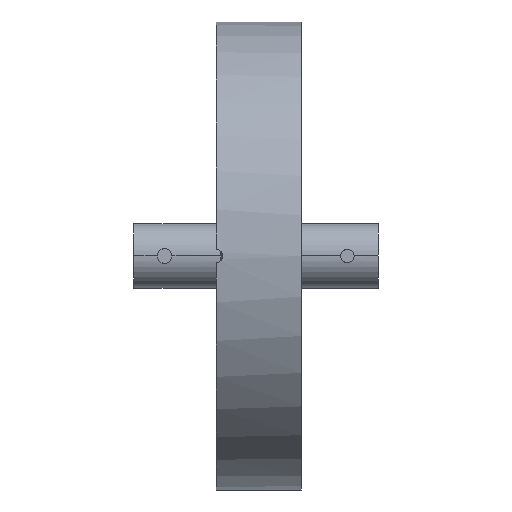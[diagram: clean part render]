
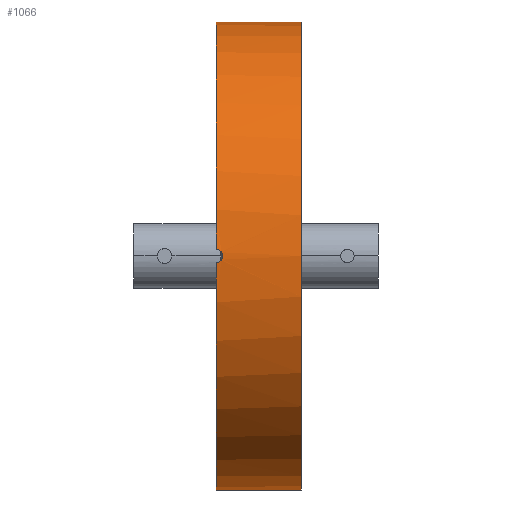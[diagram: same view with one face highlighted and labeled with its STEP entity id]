
A CAD part, left-side view. The second image highlights one B-rep face of the part: STEP entity #1066.
In plain terms, the highlighted cylindrical face has radius 34.95 mm (diameter 69.9 mm), a partial arc.
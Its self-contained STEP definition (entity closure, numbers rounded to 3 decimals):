
#12 = CARTESIAN_POINT ( 'NONE',  ( -34.941, -0.615, 0.799 ) ) ;
#27 = ORIENTED_EDGE ( 'NONE', *, *, #1072, .T. ) ;
#108 = DIRECTION ( 'NONE',  ( 0., 0., 1. ) ) ;
#204 = DIRECTION ( 'NONE',  ( 0., 1., 0. ) ) ;
#258 = CARTESIAN_POINT ( 'NONE',  ( -34.936, -0.132, 1. ) ) ;
#265 = CARTESIAN_POINT ( 'NONE',  ( -34.947, -0.874, 0.503 ) ) ;
#345 = ORIENTED_EDGE ( 'NONE', *, *, #2169, .F. ) ;
#354 = VERTEX_POINT ( 'NONE', #1070 ) ;
#355 = VERTEX_POINT ( 'NONE', #2576 ) ;
#421 = AXIS2_PLACEMENT_3D ( 'NONE', #2775, #1275, #3006 ) ;
#526 = CARTESIAN_POINT ( 'NONE',  ( -34.95, -1., 0.131 ) ) ;
#568 = B_SPLINE_CURVE_WITH_KNOTS ( 'NONE', 3,
 ( #2508, #258, #2992, #1507, #12, #1754, #265, #2012, #526, #2276, #770, #2518, #1027, #2768, #1269, #3001 ),
 .UNSPECIFIED., .F., .F.,
 ( 4, 2, 2, 2, 2, 2, 2, 4 ),
 ( 0., 0., 0.001, 0.001, 0.002, 0.002, 0.002, 0.003 ),
 .UNSPECIFIED. ) ;
#574 = DIRECTION ( 'NONE',  ( 0., 1., 0. ) ) ;
#721 = ORIENTED_EDGE ( 'NONE', *, *, #2215, .F. ) ;
#770 = CARTESIAN_POINT ( 'NONE',  ( -34.949, -0.974, -0.261 ) ) ;
#954 = CYLINDRICAL_SURFACE ( 'NONE', #1671, 34.95 ) ;
#1027 = CARTESIAN_POINT ( 'NONE',  ( -34.945, -0.801, -0.613 ) ) ;
#1032 = FACE_OUTER_BOUND ( 'NONE', #2354, .T. ) ;
#1066 = ADVANCED_FACE ( 'NONE', ( #1032 ), #954, .T. ) ;
#1070 = CARTESIAN_POINT ( 'NONE',  ( 0., -12.7, 34.95 ) ) ;
#1072 = EDGE_CURVE ( 'NONE', #2138, #354, #1624, .T. ) ;
#1116 = DIRECTION ( 'NONE',  ( 0., 1., 0. ) ) ;
#1138 = CARTESIAN_POINT ( 'NONE',  ( 0., 0., 34.95 ) ) ;
#1147 = LINE ( 'NONE', #1702, #3044 ) ;
#1159 = CARTESIAN_POINT ( 'NONE',  ( 0., -12.7, -34.95 ) ) ;
#1228 = EDGE_CURVE ( 'NONE', #354, #1866, #1147, .T. ) ;
#1269 = CARTESIAN_POINT ( 'NONE',  ( -34.936, -0.264, -1. ) ) ;
#1275 = DIRECTION ( 'NONE',  ( 0., 1., 0. ) ) ;
#1409 = DIRECTION ( 'NONE',  ( 0., 1., 0. ) ) ;
#1456 = CARTESIAN_POINT ( 'NONE',  ( -34.936, 0., -1. ) ) ;
#1498 = AXIS2_PLACEMENT_3D ( 'NONE', #2607, #1116, #2861 ) ;
#1500 = VERTEX_POINT ( 'NONE', #1456 ) ;
#1507 = CARTESIAN_POINT ( 'NONE',  ( -34.939, -0.504, 0.874 ) ) ;
#1514 = CARTESIAN_POINT ( 'NONE',  ( 0., -12.7, -34.95 ) ) ;
#1595 = AXIS2_PLACEMENT_3D ( 'NONE', #2060, #574, #2320 ) ;
#1603 = CARTESIAN_POINT ( 'NONE',  ( 0., -12.7, 0. ) ) ;
#1624 = CIRCLE ( 'NONE', #1498, 34.95 ) ;
#1662 = EDGE_CURVE ( 'NONE', #3173, #1500, #568, .T. ) ;
#1671 = AXIS2_PLACEMENT_3D ( 'NONE', #1603, #2090, #108 ) ;
#1686 = CIRCLE ( 'NONE', #1595, 34.95 ) ;
#1702 = CARTESIAN_POINT ( 'NONE',  ( 0., -12.7, 34.95 ) ) ;
#1754 = CARTESIAN_POINT ( 'NONE',  ( -34.945, -0.799, 0.615 ) ) ;
#1866 = VERTEX_POINT ( 'NONE', #1138 ) ;
#1880 = EDGE_CURVE ( 'NONE', #2138, #355, #2699, .T. ) ;
#2005 = ORIENTED_EDGE ( 'NONE', *, *, #1662, .T. ) ;
#2012 = CARTESIAN_POINT ( 'NONE',  ( -34.949, -0.974, 0.263 ) ) ;
#2060 = CARTESIAN_POINT ( 'NONE',  ( 0., 0., 0. ) ) ;
#2090 = DIRECTION ( 'NONE',  ( 0., 1., 0. ) ) ;
#2138 = VERTEX_POINT ( 'NONE', #1514 ) ;
#2169 = EDGE_CURVE ( 'NONE', #355, #1500, #2366, .T. ) ;
#2215 = EDGE_CURVE ( 'NONE', #3173, #1866, #1686, .T. ) ;
#2276 = CARTESIAN_POINT ( 'NONE',  ( -34.95, -1., -0.13 ) ) ;
#2320 = DIRECTION ( 'NONE',  ( 0., 0., 1. ) ) ;
#2354 = EDGE_LOOP ( 'NONE', ( #2950, #27, #2687, #721, #2005, #345 ) ) ;
#2366 = CIRCLE ( 'NONE', #421, 34.95 ) ;
#2508 = CARTESIAN_POINT ( 'NONE',  ( -34.936, 0., 1. ) ) ;
#2518 = CARTESIAN_POINT ( 'NONE',  ( -34.947, -0.874, -0.503 ) ) ;
#2576 = CARTESIAN_POINT ( 'NONE',  ( 0., 0., -34.95 ) ) ;
#2607 = CARTESIAN_POINT ( 'NONE',  ( 0., -12.7, 0. ) ) ;
#2627 = VECTOR ( 'NONE', #1409, 1000. ) ;
#2687 = ORIENTED_EDGE ( 'NONE', *, *, #1228, .T. ) ;
#2699 = LINE ( 'NONE', #1159, #2627 ) ;
#2768 = CARTESIAN_POINT ( 'NONE',  ( -34.939, -0.521, -0.893 ) ) ;
#2775 = CARTESIAN_POINT ( 'NONE',  ( 0., 0., 0. ) ) ;
#2861 = DIRECTION ( 'NONE',  ( 0., 0., 1. ) ) ;
#2950 = ORIENTED_EDGE ( 'NONE', *, *, #1880, .F. ) ;
#2992 = CARTESIAN_POINT ( 'NONE',  ( -34.936, -0.262, 0.974 ) ) ;
#3001 = CARTESIAN_POINT ( 'NONE',  ( -34.936, 0., -1. ) ) ;
#3006 = DIRECTION ( 'NONE',  ( 0., 0., 1. ) ) ;
#3044 = VECTOR ( 'NONE', #204, 1000. ) ;
#3173 = VERTEX_POINT ( 'NONE', #3178 ) ;
#3178 = CARTESIAN_POINT ( 'NONE',  ( -34.936, 0., 1. ) ) ;
